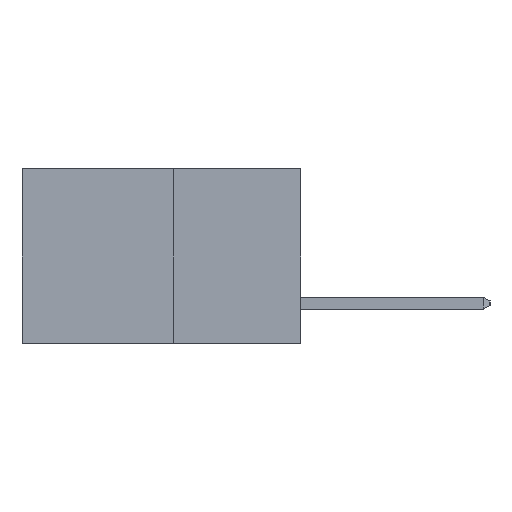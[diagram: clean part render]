
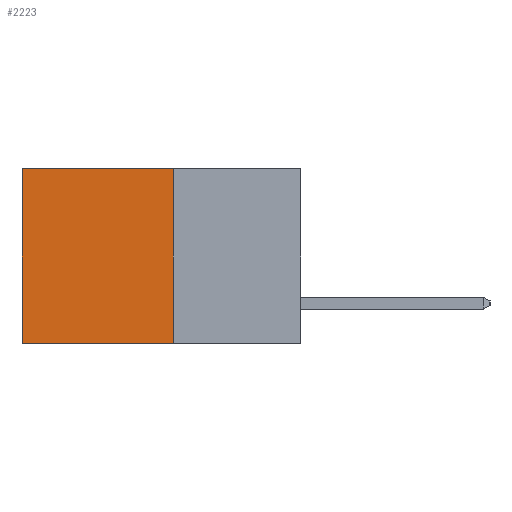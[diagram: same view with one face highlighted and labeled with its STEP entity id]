
A CAD part, left-side view. The second image highlights one B-rep face of the part: STEP entity #2223.
In plain terms, the highlighted planar face has unit normal (-1, 0, 0).
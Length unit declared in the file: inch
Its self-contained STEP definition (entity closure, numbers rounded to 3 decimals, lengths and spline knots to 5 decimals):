
#691 = VECTOR ( 'NONE', #7271, 39.37008 ) ;
#906 = AXIS2_PLACEMENT_3D ( 'NONE', #18280, #4374, #2686 ) ;
#1076 = LINE ( 'NONE', #17128, #9102 ) ;
#1722 = VERTEX_POINT ( 'NONE', #13385 ) ;
#2094 = ORIENTED_EDGE ( 'NONE', *, *, #3700, .T. ) ;
#2223 = ADVANCED_FACE ( 'NONE', ( #7840 ), #3973, .F. ) ;
#2686 = DIRECTION ( 'NONE',  ( 0., 0., -1. ) ) ;
#2710 = LINE ( 'NONE', #6809, #19324 ) ;
#3700 = EDGE_CURVE ( 'NONE', #7901, #1722, #4244, .T. ) ;
#3973 = PLANE ( 'NONE',  #906 ) ;
#4244 = LINE ( 'NONE', #19179, #6077 ) ;
#4374 = DIRECTION ( 'NONE',  ( 1., 0., 0. ) ) ;
#5224 = ORIENTED_EDGE ( 'NONE', *, *, #13105, .F. ) ;
#5243 = CARTESIAN_POINT ( 'NONE',  ( 0.277, 0.27, -0.37 ) ) ;
#6077 = VECTOR ( 'NONE', #6497, 39.37008 ) ;
#6398 = VERTEX_POINT ( 'NONE', #10514 ) ;
#6497 = DIRECTION ( 'NONE',  ( 0., 0., -1. ) ) ;
#6809 = CARTESIAN_POINT ( 'NONE',  ( 0.277, 0.27, -0.37 ) ) ;
#6990 = VERTEX_POINT ( 'NONE', #5243 ) ;
#7271 = DIRECTION ( 'NONE',  ( 0., 1., 0. ) ) ;
#7840 = FACE_OUTER_BOUND ( 'NONE', #8106, .T. ) ;
#7901 = VERTEX_POINT ( 'NONE', #12003 ) ;
#7988 = ORIENTED_EDGE ( 'NONE', *, *, #9892, .T. ) ;
#8106 = EDGE_LOOP ( 'NONE', ( #2094, #18178, #5224, #7988 ) ) ;
#8717 = LINE ( 'NONE', #8901, #691 ) ;
#8901 = CARTESIAN_POINT ( 'NONE',  ( 0.277, 0.27, 0. ) ) ;
#9102 = VECTOR ( 'NONE', #12287, 39.37008 ) ;
#9892 = EDGE_CURVE ( 'NONE', #6398, #7901, #8717, .T. ) ;
#10514 = CARTESIAN_POINT ( 'NONE',  ( 0.277, 0.27, 0. ) ) ;
#11640 = DIRECTION ( 'NONE',  ( 0., 1., 0. ) ) ;
#12003 = CARTESIAN_POINT ( 'NONE',  ( 0.277, 0.59, 0. ) ) ;
#12287 = DIRECTION ( 'NONE',  ( 0., 0., -1. ) ) ;
#13105 = EDGE_CURVE ( 'NONE', #6398, #6990, #1076, .T. ) ;
#13385 = CARTESIAN_POINT ( 'NONE',  ( 0.277, 0.59, -0.37 ) ) ;
#16129 = EDGE_CURVE ( 'NONE', #6990, #1722, #2710, .T. ) ;
#17128 = CARTESIAN_POINT ( 'NONE',  ( 0.277, 0.27, -0.37 ) ) ;
#18178 = ORIENTED_EDGE ( 'NONE', *, *, #16129, .F. ) ;
#18280 = CARTESIAN_POINT ( 'NONE',  ( 0.277, 0.27, -0.37 ) ) ;
#19179 = CARTESIAN_POINT ( 'NONE',  ( 0.277, 0.59, -0.37 ) ) ;
#19324 = VECTOR ( 'NONE', #11640, 39.37008 ) ;
